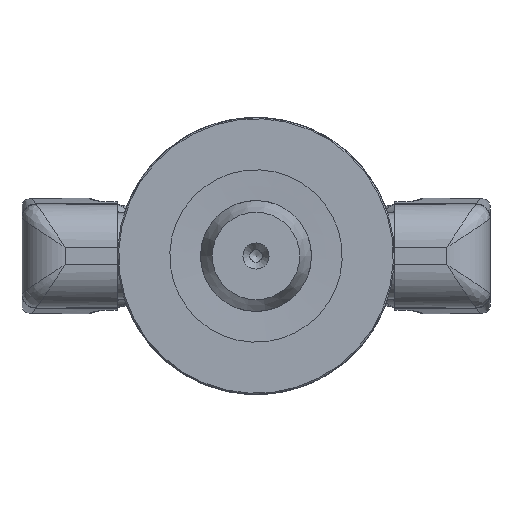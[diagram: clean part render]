
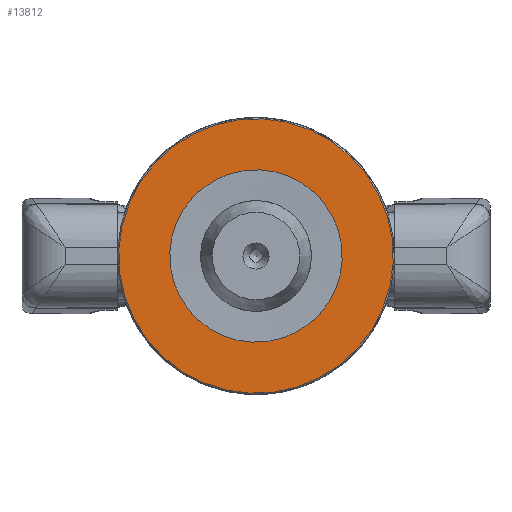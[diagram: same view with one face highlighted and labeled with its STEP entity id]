
A CAD part, front view. The second image highlights one B-rep face of the part: STEP entity #13812.
In plain terms, the highlighted face is planar.
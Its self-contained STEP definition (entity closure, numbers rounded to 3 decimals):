
#167=FACE_BOUND('',#4369,.T.);
#2675=PLANE('',#14857);
#3479=FACE_OUTER_BOUND('',#4368,.T.);
#4368=EDGE_LOOP('',(#12980));
#4369=EDGE_LOOP('',(#12981));
#4745=CIRCLE('',#14854,22.3);
#4747=CIRCLE('',#14858,14.);
#6798=VERTEX_POINT('',#43365);
#6800=VERTEX_POINT('',#43371);
#8862=EDGE_CURVE('',#6798,#6798,#4745,.T.);
#8864=EDGE_CURVE('',#6800,#6800,#4747,.T.);
#12980=ORIENTED_EDGE('',*,*,#8862,.F.);
#12981=ORIENTED_EDGE('',*,*,#8864,.F.);
#13812=ADVANCED_FACE('',(#3479,#167),#2675,.F.);
#14854=AXIS2_PLACEMENT_3D('',#43366,#17577,#17578);
#14857=AXIS2_PLACEMENT_3D('',#43370,#17583,#17584);
#14858=AXIS2_PLACEMENT_3D('',#43372,#17585,#17586);
#17577=DIRECTION('center_axis',(0.,0.,1.));
#17578=DIRECTION('ref_axis',(-1.,0.,0.));
#17583=DIRECTION('center_axis',(0.,0.,1.));
#17584=DIRECTION('ref_axis',(1.,0.,0.));
#17585=DIRECTION('center_axis',(0.,0.,-1.));
#17586=DIRECTION('ref_axis',(-1.,0.,0.));
#43365=CARTESIAN_POINT('',(22.3,0.,0.));
#43366=CARTESIAN_POINT('Origin',(0.,0.,0.));
#43370=CARTESIAN_POINT('Origin',(0.,0.,0.));
#43371=CARTESIAN_POINT('',(14.,0.,0.));
#43372=CARTESIAN_POINT('Origin',(0.,0.,0.));
